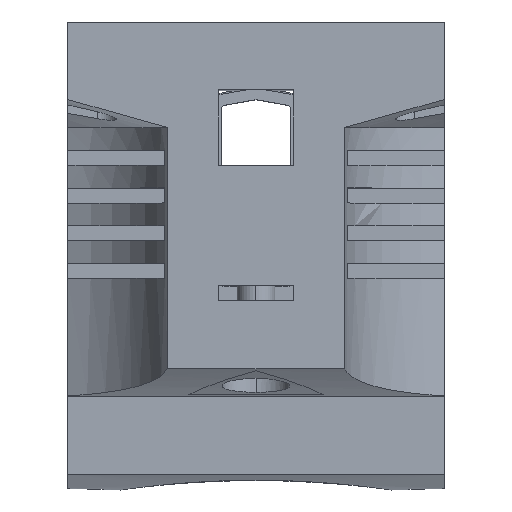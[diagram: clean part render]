
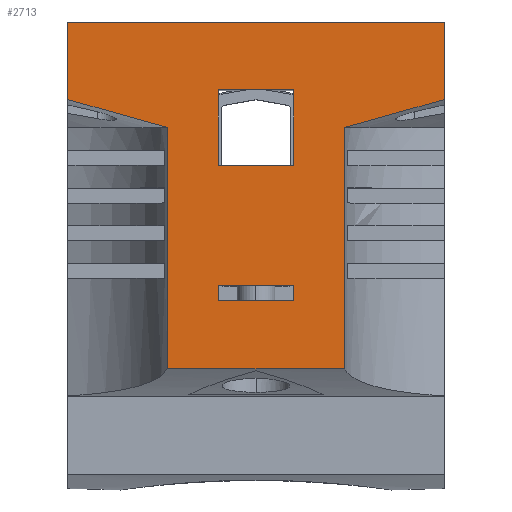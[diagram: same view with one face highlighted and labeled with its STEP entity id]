
A CAD part, top view. The second image highlights one B-rep face of the part: STEP entity #2713.
In plain terms, the highlighted face is planar.
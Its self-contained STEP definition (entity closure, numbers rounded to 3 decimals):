
#2621=AXIS2_PLACEMENT_3D('Plane Axis2P3D',#2618,#2619,#2620) ;
#884=CARTESIAN_POINT('Vertex',(-40.,35.,-5.)) ;
#887=CARTESIAN_POINT('Line Origine',(-40.,35.,0.)) ;
#891=CARTESIAN_POINT('Vertex',(-40.,35.,5.)) ;
#937=CARTESIAN_POINT('Line Origine',(-40.,36.,5.)) ;
#941=CARTESIAN_POINT('Vertex',(-40.,37.,5.)) ;
#968=CARTESIAN_POINT('Line Origine',(-40.,37.,0.)) ;
#972=CARTESIAN_POINT('Vertex',(-40.,37.,-5.)) ;
#1119=CARTESIAN_POINT('Line Origine',(-40.,36.,-5.)) ;
#2293=CARTESIAN_POINT('Vertex',(-40.,9.,5.)) ;
#2296=CARTESIAN_POINT('Line Origine',(-40.,14.,5.)) ;
#2300=CARTESIAN_POINT('Vertex',(-40.,19.,5.)) ;
#2471=CARTESIAN_POINT('Line Origine',(-40.,19.,0.)) ;
#2475=CARTESIAN_POINT('Vertex',(-40.,19.,-5.)) ;
#2541=CARTESIAN_POINT('Line Origine',(-40.,14.,-5.)) ;
#2545=CARTESIAN_POINT('Vertex',(-40.,9.,-5.)) ;
#2599=CARTESIAN_POINT('Line Origine',(-40.,9.,0.)) ;
#2618=CARTESIAN_POINT('Axis2P3D Location',(-40.,0.,0.)) ;
#2623=CARTESIAN_POINT('Line Origine',(-40.,30.,-11.71)) ;
#2627=CARTESIAN_POINT('Vertex',(-40.,46.,-11.71)) ;
#2629=CARTESIAN_POINT('Vertex',(-40.,14.,-11.71)) ;
#2633=CARTESIAN_POINT('Control Point',(-40.,14.,-11.71)) ;
#2634=CARTESIAN_POINT('Control Point',(-40.,13.493,-13.495)) ;
#2635=CARTESIAN_POINT('Control Point',(-40.,13.003,-15.227)) ;
#2636=CARTESIAN_POINT('Control Point',(-40.,12.535,-16.881)) ;
#2637=CARTESIAN_POINT('Control Point',(-40.,11.684,-19.906)) ;
#2638=CARTESIAN_POINT('Control Point',(-40.,11.013,-22.323)) ;
#2639=CARTESIAN_POINT('Control Point',(-40.,10.731,-23.352)) ;
#2640=CARTESIAN_POINT('Control Point',(-40.,10.49,-24.234)) ;
#2641=CARTESIAN_POINT('Control Point',(-40.,10.285,-25.)) ;
#2642=CARTESIAN_POINT('Vertex',(-40.,10.285,-25.)) ;
#2645=CARTESIAN_POINT('Line Origine',(-40.,5.142,-25.)) ;
#2649=CARTESIAN_POINT('Vertex',(-40.,0.,-25.)) ;
#2652=CARTESIAN_POINT('Line Origine',(-40.,0.,0.)) ;
#2656=CARTESIAN_POINT('Vertex',(-40.,0.,25.)) ;
#2659=CARTESIAN_POINT('Line Origine',(-40.,5.142,25.)) ;
#2663=CARTESIAN_POINT('Vertex',(-40.,10.285,25.)) ;
#2667=CARTESIAN_POINT('Control Point',(-40.,10.285,25.)) ;
#2668=CARTESIAN_POINT('Control Point',(-40.,10.49,24.234)) ;
#2669=CARTESIAN_POINT('Control Point',(-40.,10.731,23.352)) ;
#2670=CARTESIAN_POINT('Control Point',(-40.,11.013,22.323)) ;
#2671=CARTESIAN_POINT('Control Point',(-40.,11.684,19.906)) ;
#2672=CARTESIAN_POINT('Control Point',(-40.,12.535,16.881)) ;
#2673=CARTESIAN_POINT('Control Point',(-40.,13.003,15.227)) ;
#2674=CARTESIAN_POINT('Control Point',(-40.,13.493,13.495)) ;
#2675=CARTESIAN_POINT('Control Point',(-40.,14.,11.71)) ;
#2676=CARTESIAN_POINT('Vertex',(-40.,14.,11.71)) ;
#2679=CARTESIAN_POINT('Line Origine',(-40.,30.,11.71)) ;
#2683=CARTESIAN_POINT('Vertex',(-40.,46.,11.71)) ;
#2686=CARTESIAN_POINT('Line Origine',(-40.,46.,0.)) ;
#888=DIRECTION('Vector Direction',(0.,0.,-1.)) ;
#938=DIRECTION('Vector Direction',(0.,-1.,0.)) ;
#969=DIRECTION('Vector Direction',(0.,0.,1.)) ;
#1120=DIRECTION('Vector Direction',(0.,1.,0.)) ;
#2297=DIRECTION('Vector Direction',(0.,-1.,0.)) ;
#2472=DIRECTION('Vector Direction',(0.,0.,1.)) ;
#2542=DIRECTION('Vector Direction',(0.,1.,0.)) ;
#2600=DIRECTION('Vector Direction',(0.,0.,-1.)) ;
#2619=DIRECTION('Axis2P3D Direction',(-1.,0.,0.)) ;
#2620=DIRECTION('Axis2P3D XDirection',(0.,0.,1.)) ;
#2624=DIRECTION('Vector Direction',(0.,-1.,0.)) ;
#2646=DIRECTION('Vector Direction',(0.,-1.,0.)) ;
#2653=DIRECTION('Vector Direction',(0.,0.,1.)) ;
#2660=DIRECTION('Vector Direction',(0.,1.,0.)) ;
#2680=DIRECTION('Vector Direction',(0.,1.,0.)) ;
#2687=DIRECTION('Vector Direction',(0.,0.,-1.)) ;
#889=VECTOR('Line Direction',#888,1.) ;
#939=VECTOR('Line Direction',#938,1.) ;
#970=VECTOR('Line Direction',#969,1.) ;
#1121=VECTOR('Line Direction',#1120,1.) ;
#2298=VECTOR('Line Direction',#2297,1.) ;
#2473=VECTOR('Line Direction',#2472,1.) ;
#2543=VECTOR('Line Direction',#2542,1.) ;
#2601=VECTOR('Line Direction',#2600,1.) ;
#2625=VECTOR('Line Direction',#2624,1.) ;
#2647=VECTOR('Line Direction',#2646,1.) ;
#2654=VECTOR('Line Direction',#2653,1.) ;
#2661=VECTOR('Line Direction',#2660,1.) ;
#2681=VECTOR('Line Direction',#2680,1.) ;
#2688=VECTOR('Line Direction',#2687,1.) ;
#2692=ORIENTED_EDGE('',*,*,#2631,.T.) ;
#2693=ORIENTED_EDGE('',*,*,#2644,.T.) ;
#2694=ORIENTED_EDGE('',*,*,#2651,.T.) ;
#2695=ORIENTED_EDGE('',*,*,#2658,.T.) ;
#2696=ORIENTED_EDGE('',*,*,#2665,.T.) ;
#2697=ORIENTED_EDGE('',*,*,#2678,.T.) ;
#2698=ORIENTED_EDGE('',*,*,#2685,.T.) ;
#2699=ORIENTED_EDGE('',*,*,#2690,.T.) ;
#2702=ORIENTED_EDGE('',*,*,#2302,.T.) ;
#2703=ORIENTED_EDGE('',*,*,#2603,.T.) ;
#2704=ORIENTED_EDGE('',*,*,#2547,.T.) ;
#2705=ORIENTED_EDGE('',*,*,#2477,.T.) ;
#2708=ORIENTED_EDGE('',*,*,#943,.T.) ;
#2709=ORIENTED_EDGE('',*,*,#893,.T.) ;
#2710=ORIENTED_EDGE('',*,*,#1123,.T.) ;
#2711=ORIENTED_EDGE('',*,*,#974,.T.) ;
#2706=FACE_BOUND('',#2701,.T.) ;
#2712=FACE_BOUND('',#2707,.T.) ;
#2713=ADVANCED_FACE('Volumenk\X2\00F6\X0\rper1',(#2700,#2706,#2712),#2622,.T.) ;
#2632=B_SPLINE_CURVE_WITH_KNOTS('',5,(#2633,#2634,#2635,#2636,#2637,#2638,#2639,#2640,#2641),.UNSPECIFIED.,.F.,.U.,(6,3,6),(0.,10.097,20.05),.UNSPECIFIED.) ;
#2666=B_SPLINE_CURVE_WITH_KNOTS('',5,(#2667,#2668,#2669,#2670,#2671,#2672,#2673,#2674,#2675),.UNSPECIFIED.,.F.,.U.,(6,3,6),(0.,9.953,20.05),.UNSPECIFIED.) ;
#893=EDGE_CURVE('',#892,#885,#890,.T.) ;
#943=EDGE_CURVE('',#942,#892,#940,.T.) ;
#974=EDGE_CURVE('',#973,#942,#971,.T.) ;
#1123=EDGE_CURVE('',#885,#973,#1122,.T.) ;
#2302=EDGE_CURVE('',#2301,#2294,#2299,.T.) ;
#2477=EDGE_CURVE('',#2476,#2301,#2474,.T.) ;
#2547=EDGE_CURVE('',#2546,#2476,#2544,.T.) ;
#2603=EDGE_CURVE('',#2294,#2546,#2602,.T.) ;
#2631=EDGE_CURVE('',#2628,#2630,#2626,.T.) ;
#2644=EDGE_CURVE('',#2630,#2643,#2632,.T.) ;
#2651=EDGE_CURVE('',#2643,#2650,#2648,.T.) ;
#2658=EDGE_CURVE('',#2650,#2657,#2655,.T.) ;
#2665=EDGE_CURVE('',#2657,#2664,#2662,.T.) ;
#2678=EDGE_CURVE('',#2664,#2677,#2666,.T.) ;
#2685=EDGE_CURVE('',#2677,#2684,#2682,.T.) ;
#2690=EDGE_CURVE('',#2684,#2628,#2689,.T.) ;
#2691=EDGE_LOOP('',(#2692,#2693,#2694,#2695,#2696,#2697,#2698,#2699)) ;
#2701=EDGE_LOOP('',(#2702,#2703,#2704,#2705)) ;
#2707=EDGE_LOOP('',(#2708,#2709,#2710,#2711)) ;
#2700=FACE_OUTER_BOUND('',#2691,.T.) ;
#890=LINE('Line',#887,#889) ;
#940=LINE('Line',#937,#939) ;
#971=LINE('Line',#968,#970) ;
#1122=LINE('Line',#1119,#1121) ;
#2299=LINE('Line',#2296,#2298) ;
#2474=LINE('Line',#2471,#2473) ;
#2544=LINE('Line',#2541,#2543) ;
#2602=LINE('Line',#2599,#2601) ;
#2626=LINE('Line',#2623,#2625) ;
#2648=LINE('Line',#2645,#2647) ;
#2655=LINE('Line',#2652,#2654) ;
#2662=LINE('Line',#2659,#2661) ;
#2682=LINE('Line',#2679,#2681) ;
#2689=LINE('Line',#2686,#2688) ;
#2622=PLANE('',#2621) ;
#885=VERTEX_POINT('',#884) ;
#892=VERTEX_POINT('',#891) ;
#942=VERTEX_POINT('',#941) ;
#973=VERTEX_POINT('',#972) ;
#2294=VERTEX_POINT('',#2293) ;
#2301=VERTEX_POINT('',#2300) ;
#2476=VERTEX_POINT('',#2475) ;
#2546=VERTEX_POINT('',#2545) ;
#2628=VERTEX_POINT('',#2627) ;
#2630=VERTEX_POINT('',#2629) ;
#2643=VERTEX_POINT('',#2642) ;
#2650=VERTEX_POINT('',#2649) ;
#2657=VERTEX_POINT('',#2656) ;
#2664=VERTEX_POINT('',#2663) ;
#2677=VERTEX_POINT('',#2676) ;
#2684=VERTEX_POINT('',#2683) ;
